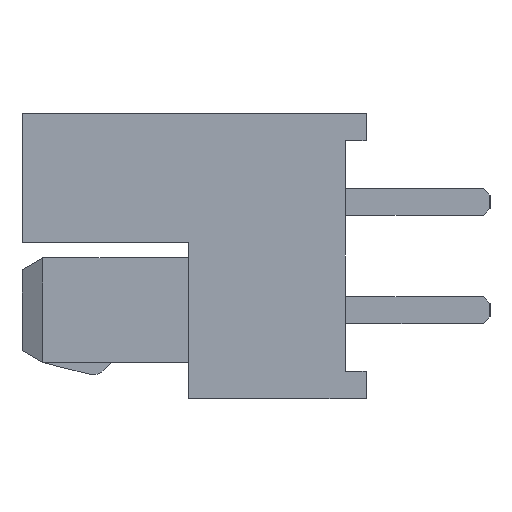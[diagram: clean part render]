
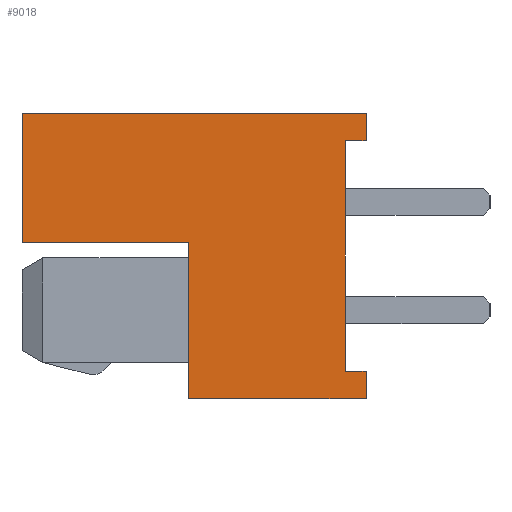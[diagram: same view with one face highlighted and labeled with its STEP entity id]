
A CAD part, left-side view. The second image highlights one B-rep face of the part: STEP entity #9018.
In plain terms, the highlighted planar face has unit normal (-1, 0, 0).
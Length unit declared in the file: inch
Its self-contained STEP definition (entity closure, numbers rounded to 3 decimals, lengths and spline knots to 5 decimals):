
#342=ORIENTED_EDGE('',*,*,#2978,.F.);
#343=ORIENTED_EDGE('',*,*,#2979,.F.);
#344=ORIENTED_EDGE('',*,*,#2782,.F.);
#345=ORIENTED_EDGE('',*,*,#2700,.F.);
#346=ORIENTED_EDGE('',*,*,#2730,.F.);
#347=ORIENTED_EDGE('',*,*,#2903,.T.);
#348=ORIENTED_EDGE('',*,*,#2901,.T.);
#349=ORIENTED_EDGE('',*,*,#2969,.T.);
#350=ORIENTED_EDGE('',*,*,#2967,.F.);
#351=ORIENTED_EDGE('',*,*,#2980,.F.);
#2700=EDGE_CURVE('',#4032,#4033,#4892,.T.);
#2730=EDGE_CURVE('',#4059,#4032,#4922,.T.);
#2782=EDGE_CURVE('',#4033,#4108,#4974,.T.);
#2901=EDGE_CURVE('',#4211,#4221,#5093,.T.);
#2903=EDGE_CURVE('',#4059,#4211,#5095,.T.);
#2967=EDGE_CURVE('',#4275,#4273,#5159,.T.);
#2969=EDGE_CURVE('',#4221,#4273,#5161,.T.);
#2978=EDGE_CURVE('',#4282,#4283,#5170,.T.);
#2979=EDGE_CURVE('',#4108,#4282,#5171,.T.);
#2980=EDGE_CURVE('',#4283,#4275,#5172,.T.);
#4032=VERTEX_POINT('',#12197);
#4033=VERTEX_POINT('',#12199);
#4059=VERTEX_POINT('',#12260);
#4108=VERTEX_POINT('',#12364);
#4211=VERTEX_POINT('',#12576);
#4221=VERTEX_POINT('',#12596);
#4273=VERTEX_POINT('',#12720);
#4275=VERTEX_POINT('',#12724);
#4282=VERTEX_POINT('',#12747);
#4283=VERTEX_POINT('',#12748);
#4892=LINE('',#12198,#6222);
#4922=LINE('',#12261,#6252);
#4974=LINE('',#12363,#6304);
#5093=LINE('',#12597,#6423);
#5095=LINE('',#12600,#6425);
#5159=LINE('',#12725,#6489);
#5161=LINE('',#12728,#6491);
#5170=LINE('',#12746,#6500);
#5171=LINE('',#12749,#6501);
#5172=LINE('',#12750,#6502);
#6222=VECTOR('',#9945,39.37008);
#6252=VECTOR('',#9987,39.37008);
#6304=VECTOR('',#10043,39.37008);
#6423=VECTOR('',#10164,39.37008);
#6425=VECTOR('',#10168,39.37008);
#6489=VECTOR('',#10246,39.37008);
#6491=VECTOR('',#10250,39.37008);
#6500=VECTOR('',#10265,39.37008);
#6501=VECTOR('',#10266,39.37008);
#6502=VECTOR('',#10267,39.37008);
#7611=EDGE_LOOP('',(#342,#343,#344,#345,#346,#347,#348,#349,#350,#351));
#8107=FACE_BOUND('',#7611,.T.);
#8563=PLANE('',#9500);
#9018=ADVANCED_FACE('',(#8107),#8563,.F.);
#9500=AXIS2_PLACEMENT_3D('',#12745,#10263,#10264);
#9945=DIRECTION('',(0.,1.,0.));
#9987=DIRECTION('',(0.,0.,-1.));
#10043=DIRECTION('',(0.,0.,1.));
#10164=DIRECTION('',(0.,0.,1.));
#10168=DIRECTION('',(0.,1.,0.));
#10246=DIRECTION('',(0.,0.,-1.));
#10250=DIRECTION('',(0.,-1.,0.));
#10263=DIRECTION('',(1.,0.,0.));
#10264=DIRECTION('',(0.,0.,-1.));
#10265=DIRECTION('',(0.,0.,1.));
#10266=DIRECTION('',(0.,1.,0.));
#10267=DIRECTION('',(0.,-1.,0.));
#12197=CARTESIAN_POINT('',(-0.4244,0.,-0.10375));
#12198=CARTESIAN_POINT('',(-0.4244,0.,-0.10375));
#12199=CARTESIAN_POINT('',(-0.4244,0.129,-0.10375));
#12260=CARTESIAN_POINT('',(-0.4244,0.,-0.08375));
#12261=CARTESIAN_POINT('',(-0.4244,0.,0.10375));
#12363=CARTESIAN_POINT('',(-0.4244,0.129,-0.12465));
#12364=CARTESIAN_POINT('',(-0.4244,0.129,0.01));
#12576=CARTESIAN_POINT('',(-0.4244,0.015,-0.08375));
#12596=CARTESIAN_POINT('',(-0.4244,0.015,0.08375));
#12597=CARTESIAN_POINT('',(-0.4244,0.015,-0.08375));
#12600=CARTESIAN_POINT('',(-0.4244,0.,-0.08375));
#12720=CARTESIAN_POINT('',(-0.4244,0.,0.08375));
#12724=CARTESIAN_POINT('',(-0.4244,0.,0.10375));
#12725=CARTESIAN_POINT('',(-0.4244,0.,0.10375));
#12728=CARTESIAN_POINT('',(-0.4244,0.015,0.08375));
#12745=CARTESIAN_POINT('',(-0.4244,0.,0.));
#12746=CARTESIAN_POINT('',(-0.4244,0.25,-0.10375));
#12747=CARTESIAN_POINT('',(-0.4244,0.25,0.01));
#12748=CARTESIAN_POINT('',(-0.4244,0.25,0.10375));
#12749=CARTESIAN_POINT('',(-0.4244,0.129,0.01));
#12750=CARTESIAN_POINT('',(-0.4244,0.25,0.10375));
